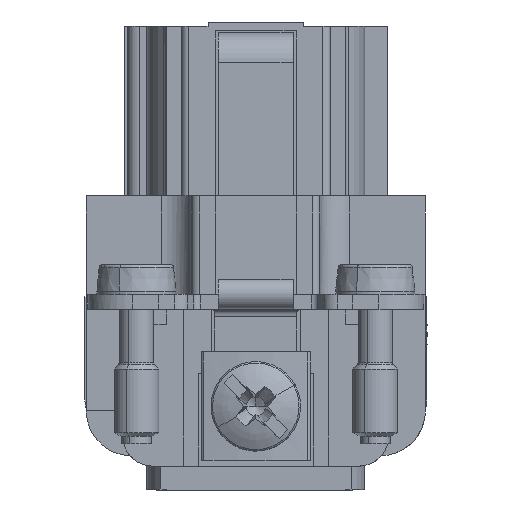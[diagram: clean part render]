
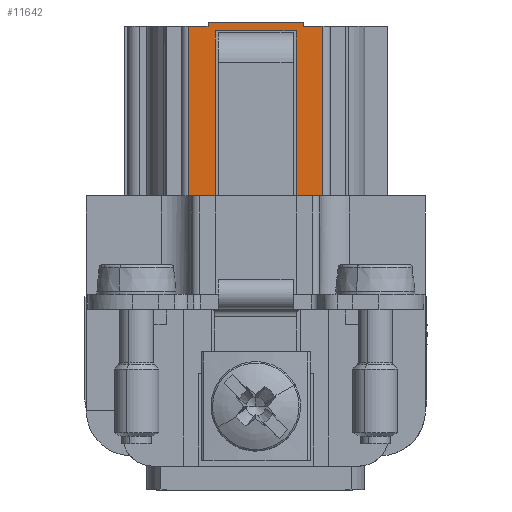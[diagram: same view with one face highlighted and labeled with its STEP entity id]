
A CAD part, front view. The second image highlights one B-rep face of the part: STEP entity #11642.
In plain terms, the highlighted planar face has unit normal (0, -1, 0).
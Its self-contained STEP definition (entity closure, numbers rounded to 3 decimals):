
#11551=AXIS2_PLACEMENT_3D('Plane Axis2P3D',#11548,#11549,#11550) ;
#11526=CARTESIAN_POINT('Vertex',(6.95,9.,19.7)) ;
#11529=CARTESIAN_POINT('Line Origine',(6.95,9.,25.375)) ;
#11533=CARTESIAN_POINT('Vertex',(6.95,9.,31.05)) ;
#11548=CARTESIAN_POINT('Axis2P3D Location',(15.95,9.,19.7)) ;
#11553=CARTESIAN_POINT('Line Origine',(14.65,9.,31.2)) ;
#11557=CARTESIAN_POINT('Vertex',(14.65,9.,31.05)) ;
#11559=CARTESIAN_POINT('Vertex',(14.65,9.,31.35)) ;
#11562=CARTESIAN_POINT('Line Origine',(11.45,9.,31.35)) ;
#11566=CARTESIAN_POINT('Vertex',(8.25,9.,31.35)) ;
#11569=CARTESIAN_POINT('Line Origine',(8.25,9.,31.2)) ;
#11573=CARTESIAN_POINT('Vertex',(8.25,9.,31.05)) ;
#11576=CARTESIAN_POINT('Line Origine',(7.6,9.,31.05)) ;
#11581=CARTESIAN_POINT('Line Origine',(7.85,9.,19.7)) ;
#11585=CARTESIAN_POINT('Vertex',(8.75,9.,19.7)) ;
#11588=CARTESIAN_POINT('Line Origine',(8.75,9.,25.225)) ;
#11592=CARTESIAN_POINT('Vertex',(8.75,9.,30.75)) ;
#11595=CARTESIAN_POINT('Line Origine',(11.45,9.,30.75)) ;
#11599=CARTESIAN_POINT('Vertex',(14.15,9.,30.75)) ;
#11602=CARTESIAN_POINT('Line Origine',(14.15,9.,25.225)) ;
#11606=CARTESIAN_POINT('Vertex',(14.15,9.,19.7)) ;
#11609=CARTESIAN_POINT('Line Origine',(15.05,9.,19.7)) ;
#11613=CARTESIAN_POINT('Vertex',(15.95,9.,19.7)) ;
#11616=CARTESIAN_POINT('Line Origine',(15.95,9.,25.375)) ;
#11620=CARTESIAN_POINT('Vertex',(15.95,9.,31.05)) ;
#11623=CARTESIAN_POINT('Line Origine',(15.3,9.,31.05)) ;
#11530=DIRECTION('Vector Direction',(0.,0.,1.)) ;
#11549=DIRECTION('Axis2P3D Direction',(0.,1.,0.)) ;
#11550=DIRECTION('Axis2P3D XDirection',(-1.,0.,0.)) ;
#11554=DIRECTION('Vector Direction',(0.,0.,1.)) ;
#11563=DIRECTION('Vector Direction',(-1.,0.,0.)) ;
#11570=DIRECTION('Vector Direction',(0.,0.,1.)) ;
#11577=DIRECTION('Vector Direction',(-1.,0.,0.)) ;
#11582=DIRECTION('Vector Direction',(-1.,0.,0.)) ;
#11589=DIRECTION('Vector Direction',(0.,0.,1.)) ;
#11596=DIRECTION('Vector Direction',(-1.,0.,0.)) ;
#11603=DIRECTION('Vector Direction',(0.,0.,1.)) ;
#11610=DIRECTION('Vector Direction',(-1.,0.,0.)) ;
#11617=DIRECTION('Vector Direction',(0.,0.,1.)) ;
#11624=DIRECTION('Vector Direction',(-1.,0.,0.)) ;
#11531=VECTOR('Line Direction',#11530,1.) ;
#11555=VECTOR('Line Direction',#11554,1.) ;
#11564=VECTOR('Line Direction',#11563,1.) ;
#11571=VECTOR('Line Direction',#11570,1.) ;
#11578=VECTOR('Line Direction',#11577,1.) ;
#11583=VECTOR('Line Direction',#11582,1.) ;
#11590=VECTOR('Line Direction',#11589,1.) ;
#11597=VECTOR('Line Direction',#11596,1.) ;
#11604=VECTOR('Line Direction',#11603,1.) ;
#11611=VECTOR('Line Direction',#11610,1.) ;
#11618=VECTOR('Line Direction',#11617,1.) ;
#11625=VECTOR('Line Direction',#11624,1.) ;
#11629=ORIENTED_EDGE('',*,*,#11561,.T.) ;
#11630=ORIENTED_EDGE('',*,*,#11568,.F.) ;
#11631=ORIENTED_EDGE('',*,*,#11575,.F.) ;
#11632=ORIENTED_EDGE('',*,*,#11580,.F.) ;
#11633=ORIENTED_EDGE('',*,*,#11535,.F.) ;
#11634=ORIENTED_EDGE('',*,*,#11587,.T.) ;
#11635=ORIENTED_EDGE('',*,*,#11594,.T.) ;
#11636=ORIENTED_EDGE('',*,*,#11601,.T.) ;
#11637=ORIENTED_EDGE('',*,*,#11608,.F.) ;
#11638=ORIENTED_EDGE('',*,*,#11615,.F.) ;
#11639=ORIENTED_EDGE('',*,*,#11622,.T.) ;
#11640=ORIENTED_EDGE('',*,*,#11627,.T.) ;
#11642=ADVANCED_FACE('Hauptk\X2\00F6\X0\rper',(#11641),#11552,.F.) ;
#11535=EDGE_CURVE('',#11527,#11534,#11532,.T.) ;
#11561=EDGE_CURVE('',#11558,#11560,#11556,.T.) ;
#11568=EDGE_CURVE('',#11567,#11560,#11565,.F.) ;
#11575=EDGE_CURVE('',#11574,#11567,#11572,.T.) ;
#11580=EDGE_CURVE('',#11534,#11574,#11579,.F.) ;
#11587=EDGE_CURVE('',#11527,#11586,#11584,.F.) ;
#11594=EDGE_CURVE('',#11586,#11593,#11591,.T.) ;
#11601=EDGE_CURVE('',#11593,#11600,#11598,.F.) ;
#11608=EDGE_CURVE('',#11607,#11600,#11605,.T.) ;
#11615=EDGE_CURVE('',#11614,#11607,#11612,.T.) ;
#11622=EDGE_CURVE('',#11614,#11621,#11619,.T.) ;
#11627=EDGE_CURVE('',#11621,#11558,#11626,.T.) ;
#11628=EDGE_LOOP('',(#11629,#11630,#11631,#11632,#11633,#11634,#11635,#11636,#11637,#11638,#11639,#11640)) ;
#11641=FACE_OUTER_BOUND('',#11628,.T.) ;
#11532=LINE('Line',#11529,#11531) ;
#11556=LINE('Line',#11553,#11555) ;
#11565=LINE('Line',#11562,#11564) ;
#11572=LINE('Line',#11569,#11571) ;
#11579=LINE('Line',#11576,#11578) ;
#11584=LINE('Line',#11581,#11583) ;
#11591=LINE('Line',#11588,#11590) ;
#11598=LINE('Line',#11595,#11597) ;
#11605=LINE('Line',#11602,#11604) ;
#11612=LINE('Line',#11609,#11611) ;
#11619=LINE('Line',#11616,#11618) ;
#11626=LINE('Line',#11623,#11625) ;
#11552=PLANE('',#11551) ;
#11527=VERTEX_POINT('',#11526) ;
#11534=VERTEX_POINT('',#11533) ;
#11558=VERTEX_POINT('',#11557) ;
#11560=VERTEX_POINT('',#11559) ;
#11567=VERTEX_POINT('',#11566) ;
#11574=VERTEX_POINT('',#11573) ;
#11586=VERTEX_POINT('',#11585) ;
#11593=VERTEX_POINT('',#11592) ;
#11600=VERTEX_POINT('',#11599) ;
#11607=VERTEX_POINT('',#11606) ;
#11614=VERTEX_POINT('',#11613) ;
#11621=VERTEX_POINT('',#11620) ;
